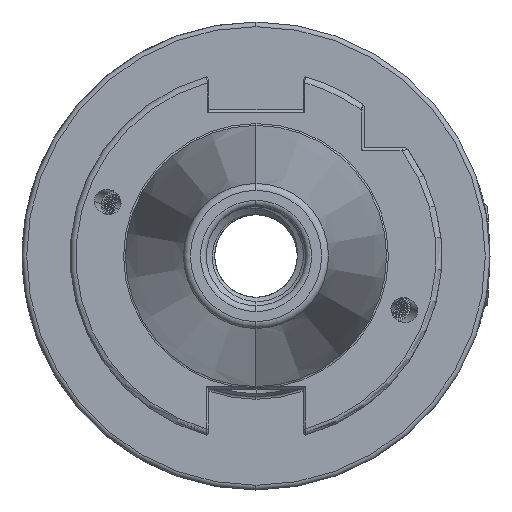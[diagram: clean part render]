
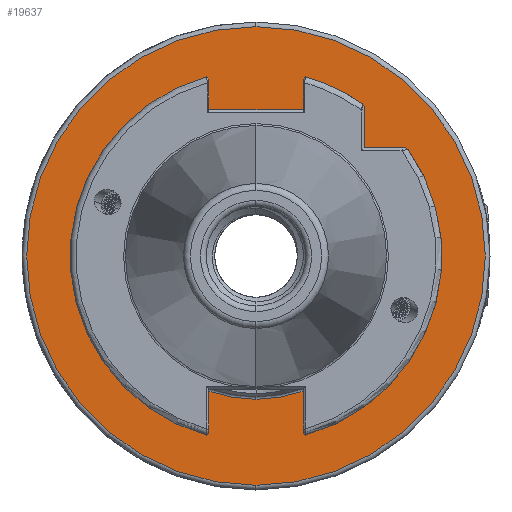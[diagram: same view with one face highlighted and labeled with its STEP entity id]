
A CAD part, left-side view. The second image highlights one B-rep face of the part: STEP entity #19637.
In plain terms, the highlighted planar face has unit normal (-1, 0, 0).
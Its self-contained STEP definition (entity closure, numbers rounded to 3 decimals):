
#817 = CIRCLE ( 'NONE', #1929, 39.2 ) ;
#883 = CIRCLE ( 'NONE', #1944, 24.5 ) ;
#1862 = AXIS2_PLACEMENT_3D ( 'NONE', #11981, #12009, #11973 ) ;
#1929 = AXIS2_PLACEMENT_3D ( 'NONE', #39279, #39284, #39280 ) ;
#1944 = AXIS2_PLACEMENT_3D ( 'NONE', #39924, #39961, #39925 ) ;
#2164 = AXIS2_PLACEMENT_3D ( 'NONE', #33422, #33423, #33429 ) ;
#2707 = AXIS2_PLACEMENT_3D ( 'NONE', #8471, #8463, #8462 ) ;
#2856 = VERTEX_POINT ( 'NONE', #28863 ) ;
#6232 = EDGE_CURVE ( 'NONE', #10078, #2856, #24936, .T. ) ;
#6518 = EDGE_CURVE ( 'NONE', #23235, #23401, #25181, .T. ) ;
#6800 = EDGE_CURVE ( 'NONE', #2856, #10078, #817, .T. ) ;
#6844 = EDGE_CURVE ( 'NONE', #23401, #23235, #883, .T. ) ;
#8462 = DIRECTION ( 'NONE',  ( 0., 0., -1. ) ) ;
#8463 = DIRECTION ( 'NONE',  ( -1., 0., 0. ) ) ;
#8471 = CARTESIAN_POINT ( 'NONE',  ( 31.8, 0., 0. ) ) ;
#10078 = VERTEX_POINT ( 'NONE', #34642 ) ;
#11973 = DIRECTION ( 'NONE',  ( 0., 0., -1. ) ) ;
#11981 = CARTESIAN_POINT ( 'NONE',  ( 31.8, 0., 0. ) ) ;
#12009 = DIRECTION ( 'NONE',  ( 1., 0., 0. ) ) ;
#14675 = EDGE_LOOP ( 'NONE', ( #34326, #34444 ) ) ;
#14692 = EDGE_LOOP ( 'NONE', ( #34430, #34408 ) ) ;
#19186 = FACE_BOUND ( 'NONE', #14692, .T. ) ;
#19227 = FACE_OUTER_BOUND ( 'NONE', #14675, .T. ) ;
#19637 = ADVANCED_FACE ( 'NONE', ( #19227, #19186 ), #33421, .F. ) ;
#23235 = VERTEX_POINT ( 'NONE', #36020 ) ;
#23401 = VERTEX_POINT ( 'NONE', #36080 ) ;
#24936 = CIRCLE ( 'NONE', #2707, 39.2 ) ;
#25181 = CIRCLE ( 'NONE', #1862, 24.5 ) ;
#28863 = CARTESIAN_POINT ( 'NONE',  ( 31.8, 0., -39.2 ) ) ;
#33421 = PLANE ( 'NONE',  #2164 ) ;
#33422 = CARTESIAN_POINT ( 'NONE',  ( 31.8, 24., 0. ) ) ;
#33423 = DIRECTION ( 'NONE',  ( 1., 0., 0. ) ) ;
#33429 = DIRECTION ( 'NONE',  ( 0., 0., -1. ) ) ;
#34326 = ORIENTED_EDGE ( 'NONE', *, *, #6800, .T. ) ;
#34408 = ORIENTED_EDGE ( 'NONE', *, *, #6518, .T. ) ;
#34430 = ORIENTED_EDGE ( 'NONE', *, *, #6844, .T. ) ;
#34444 = ORIENTED_EDGE ( 'NONE', *, *, #6232, .T. ) ;
#34642 = CARTESIAN_POINT ( 'NONE',  ( 31.8, 0., 39.2 ) ) ;
#36020 = CARTESIAN_POINT ( 'NONE',  ( 31.8, 0., 24.5 ) ) ;
#36080 = CARTESIAN_POINT ( 'NONE',  ( 31.8, 0., -24.5 ) ) ;
#39279 = CARTESIAN_POINT ( 'NONE',  ( 31.8, 0., 0. ) ) ;
#39280 = DIRECTION ( 'NONE',  ( 0., 0., -1. ) ) ;
#39284 = DIRECTION ( 'NONE',  ( -1., 0., 0. ) ) ;
#39924 = CARTESIAN_POINT ( 'NONE',  ( 31.8, 0., 0. ) ) ;
#39925 = DIRECTION ( 'NONE',  ( 0., 0., -1. ) ) ;
#39961 = DIRECTION ( 'NONE',  ( 1., 0., 0. ) ) ;
